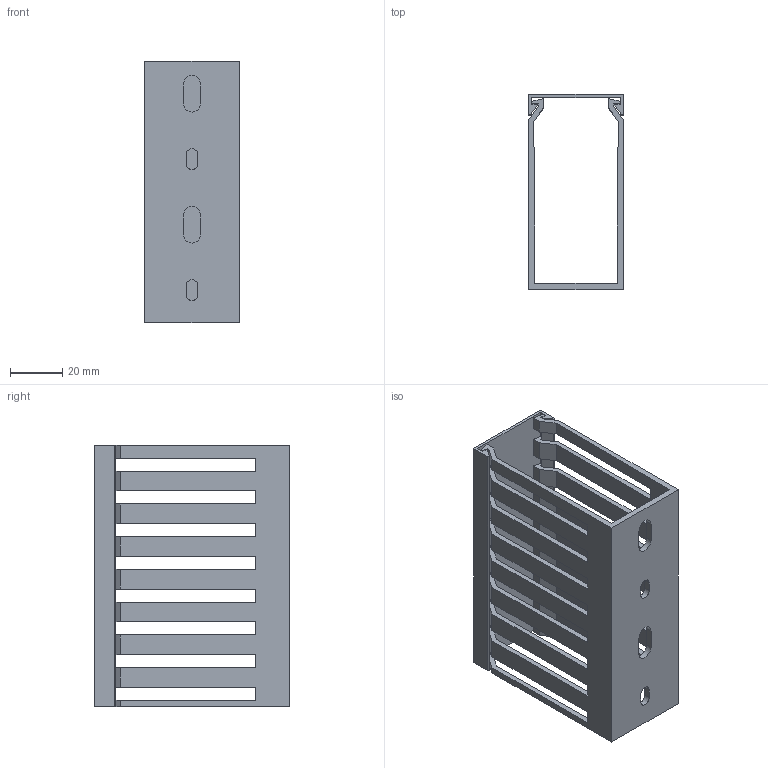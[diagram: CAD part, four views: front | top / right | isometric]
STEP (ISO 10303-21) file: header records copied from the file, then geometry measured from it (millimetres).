
FILE_DESCRIPTION((''),'2;1');
FILE_NAME('PROXY_HNG750370_ASM','2022-05-04T10:28:33',('mengess'),(''),'CREO PARAMETRIC BY PTC INC, 2021304','CREO PARAMETRIC BY PTC INC, 2021304','');
FILE_SCHEMA(('AUTOMOTIVE_DESIGN { 1 0 10303 214 1 1 1 1 }'));
Length unit declared in the file: millimetre
Products named in the file (3): PROXY_07373-M; PROXY_56334-M; PROXY_HNG750370_ASM
Assembly tree (2 placements, depth 2):
  PROXY_HNG750370_ASM
    PROXY_07373-M
    PROXY_56334-M
Bounding box: 36 x 74.5 x 100 mm (x, y, z)
Volume: 34014.1 mm3; surface area: 42353.3 mm2
Topology: 2 solids, 2 shells, 212 faces, 626 edges, 418 vertices
Faces by surface type: plane 184, cylinder 28
Entity records: 11408 total; most frequent: CARTESIAN_POINT 1452, DIRECTION 1366, ORIENTED_EDGE 1252, PRESENTATION_STYLE_ASSIGNMENT 695, STYLED_ITEM 695, CURVE_STYLE 693, VECTOR 633, LINE 633
